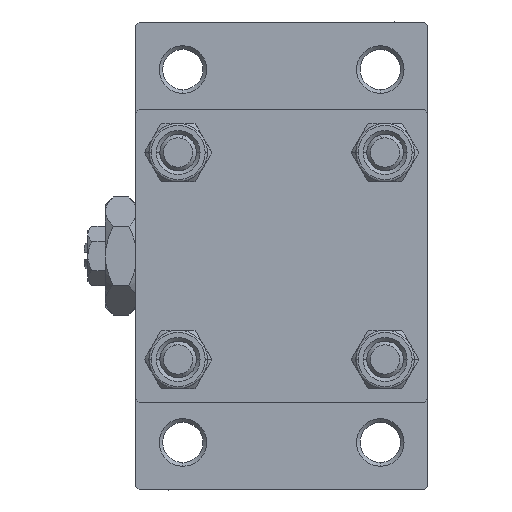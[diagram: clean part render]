
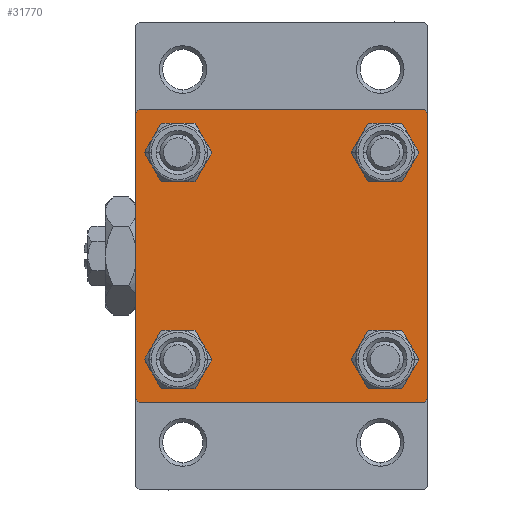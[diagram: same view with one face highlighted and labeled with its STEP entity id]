
A CAD part, left-side view. The second image highlights one B-rep face of the part: STEP entity #31770.
In plain terms, the highlighted planar face has unit normal (-1, 0, 0).
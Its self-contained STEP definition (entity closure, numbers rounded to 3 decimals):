
#142 = VERTEX_POINT ( 'NONE', #40387 ) ;
#205 = ORIENTED_EDGE ( 'NONE', *, *, #24956, .T. ) ;
#1563 = LINE ( 'NONE', #33034, #25919 ) ;
#1847 = DIRECTION ( 'NONE',  ( 0., 0.707, -0.707 ) ) ;
#2117 = EDGE_LOOP ( 'NONE', ( #26824, #21649 ) ) ;
#2214 = FACE_BOUND ( 'NONE', #18034, .T. ) ;
#2438 = DIRECTION ( 'NONE',  ( 0., 0., 1. ) ) ;
#3028 = EDGE_CURVE ( 'NONE', #17385, #47125, #47135, .T. ) ;
#3398 = DIRECTION ( 'NONE',  ( 1., 0., 0. ) ) ;
#3420 = ORIENTED_EDGE ( 'NONE', *, *, #3028, .F. ) ;
#3742 = EDGE_LOOP ( 'NONE', ( #44348, #13857 ) ) ;
#5268 = DIRECTION ( 'NONE',  ( 1., 0., 0. ) ) ;
#5949 = AXIS2_PLACEMENT_3D ( 'NONE', #31276, #19782, #8297 ) ;
#6400 = DIRECTION ( 'NONE',  ( 0., 0., 1. ) ) ;
#6435 = EDGE_CURVE ( 'NONE', #35870, #39203, #18866, .T. ) ;
#6442 = AXIS2_PLACEMENT_3D ( 'NONE', #36756, #47534, #29008 ) ;
#6457 = FACE_BOUND ( 'NONE', #3742, .T. ) ;
#6704 = CARTESIAN_POINT ( 'NONE',  ( 0., 0., 0. ) ) ;
#7553 = DIRECTION ( 'NONE',  ( 0., -1., 0. ) ) ;
#7704 = DIRECTION ( 'NONE',  ( 1., 0., 0. ) ) ;
#7926 = ORIENTED_EDGE ( 'NONE', *, *, #29099, .T. ) ;
#8297 = DIRECTION ( 'NONE',  ( 0., 0., 1. ) ) ;
#8419 = ORIENTED_EDGE ( 'NONE', *, *, #23991, .T. ) ;
#9449 = CARTESIAN_POINT ( 'NONE',  ( 0., 14.15, -11.15 ) ) ;
#9636 = LINE ( 'NONE', #28617, #43242 ) ;
#9971 = DIRECTION ( 'NONE',  ( -1., 0., 0. ) ) ;
#10180 = VERTEX_POINT ( 'NONE', #33691 ) ;
#10215 = FACE_OUTER_BOUND ( 'NONE', #21613, .T. ) ;
#10598 = VERTEX_POINT ( 'NONE', #36270 ) ;
#10615 = CARTESIAN_POINT ( 'NONE',  ( 0., -14.15, -17.15 ) ) ;
#10807 = CARTESIAN_POINT ( 'NONE',  ( 0., 20., -20. ) ) ;
#11975 = VECTOR ( 'NONE', #47123, 1000. ) ;
#12315 = CARTESIAN_POINT ( 'NONE',  ( 0., -14.15, 17.15 ) ) ;
#12646 = DIRECTION ( 'NONE',  ( 0., -1., 0. ) ) ;
#12686 = ORIENTED_EDGE ( 'NONE', *, *, #21696, .T. ) ;
#13646 = VERTEX_POINT ( 'NONE', #28758 ) ;
#13857 = ORIENTED_EDGE ( 'NONE', *, *, #36549, .T. ) ;
#14082 = CARTESIAN_POINT ( 'NONE',  ( 0., 14.15, 11.15 ) ) ;
#14325 = CIRCLE ( 'NONE', #18332, 3. ) ;
#15147 = VERTEX_POINT ( 'NONE', #38339 ) ;
#15506 = CARTESIAN_POINT ( 'NONE',  ( 0., -20., 20. ) ) ;
#16517 = CARTESIAN_POINT ( 'NONE',  ( 0., 14.15, -14.15 ) ) ;
#17385 = VERTEX_POINT ( 'NONE', #48194 ) ;
#17451 = FACE_BOUND ( 'NONE', #2117, .T. ) ;
#18034 = EDGE_LOOP ( 'NONE', ( #47380, #33329 ) ) ;
#18146 = CARTESIAN_POINT ( 'NONE',  ( 0., 14.15, 14.15 ) ) ;
#18332 = AXIS2_PLACEMENT_3D ( 'NONE', #18146, #27125, #45905 ) ;
#18409 = CIRCLE ( 'NONE', #6442, 3. ) ;
#18502 = VECTOR ( 'NONE', #42746, 1000. ) ;
#18866 = CIRCLE ( 'NONE', #36398, 3. ) ;
#18939 = DIRECTION ( 'NONE',  ( 0., 0., 1. ) ) ;
#19259 = LINE ( 'NONE', #15506, #22853 ) ;
#19291 = VERTEX_POINT ( 'NONE', #9449 ) ;
#19608 = AXIS2_PLACEMENT_3D ( 'NONE', #16517, #5268, #27273 ) ;
#19782 = DIRECTION ( 'NONE',  ( 1., 0., 0. ) ) ;
#20375 = LINE ( 'NONE', #43129, #11975 ) ;
#20493 = CARTESIAN_POINT ( 'NONE',  ( 0., -19.5, 20. ) ) ;
#21613 = EDGE_LOOP ( 'NONE', ( #25391, #12686, #34824, #7926, #25655, #41577, #3420, #205 ) ) ;
#21649 = ORIENTED_EDGE ( 'NONE', *, *, #24857, .T. ) ;
#21696 = EDGE_CURVE ( 'NONE', #13646, #36916, #20375, .T. ) ;
#21949 = DIRECTION ( 'NONE',  ( 0., 0., 1. ) ) ;
#22676 = VERTEX_POINT ( 'NONE', #10615 ) ;
#22853 = VECTOR ( 'NONE', #30768, 1000. ) ;
#22869 = CARTESIAN_POINT ( 'NONE',  ( 0., -14.15, -11.15 ) ) ;
#23051 = EDGE_CURVE ( 'NONE', #36916, #10180, #45550, .T. ) ;
#23991 = EDGE_CURVE ( 'NONE', #142, #19291, #18409, .T. ) ;
#24215 = CARTESIAN_POINT ( 'NONE',  ( 0., -14.15, -14.15 ) ) ;
#24409 = EDGE_CURVE ( 'NONE', #38775, #22676, #29565, .T. ) ;
#24460 = DIRECTION ( 'NONE',  ( 0., 0., 1. ) ) ;
#24730 = CARTESIAN_POINT ( 'NONE',  ( 0., -14.15, 11.15 ) ) ;
#24857 = EDGE_CURVE ( 'NONE', #32354, #36911, #14325, .T. ) ;
#24956 = EDGE_CURVE ( 'NONE', #17385, #10598, #36084, .T. ) ;
#25391 = ORIENTED_EDGE ( 'NONE', *, *, #40802, .T. ) ;
#25655 = ORIENTED_EDGE ( 'NONE', *, *, #44623, .F. ) ;
#25919 = VECTOR ( 'NONE', #29033, 1000. ) ;
#26824 = ORIENTED_EDGE ( 'NONE', *, *, #43902, .T. ) ;
#27125 = DIRECTION ( 'NONE',  ( 1., 0., 0. ) ) ;
#27228 = LINE ( 'NONE', #42977, #18502 ) ;
#27273 = DIRECTION ( 'NONE',  ( 0., 0., 1. ) ) ;
#27493 = AXIS2_PLACEMENT_3D ( 'NONE', #40677, #38110, #2438 ) ;
#27841 = EDGE_LOOP ( 'NONE', ( #34459, #8419 ) ) ;
#28112 = CARTESIAN_POINT ( 'NONE',  ( 0., 20., 20. ) ) ;
#28203 = DIRECTION ( 'NONE',  ( 1., 0., 0. ) ) ;
#28617 = CARTESIAN_POINT ( 'NONE',  ( 0., -19.75, -19.75 ) ) ;
#28758 = CARTESIAN_POINT ( 'NONE',  ( 0., 20., -19.5 ) ) ;
#29008 = DIRECTION ( 'NONE',  ( 0., 0., 1. ) ) ;
#29033 = DIRECTION ( 'NONE',  ( 0., 0., -1. ) ) ;
#29099 = EDGE_CURVE ( 'NONE', #10180, #15147, #9636, .T. ) ;
#29230 = CIRCLE ( 'NONE', #48415, 3. ) ;
#29565 = CIRCLE ( 'NONE', #35945, 3. ) ;
#30036 = EDGE_CURVE ( 'NONE', #45119, #47125, #27228, .T. ) ;
#30727 = CIRCLE ( 'NONE', #5949, 3. ) ;
#30768 = DIRECTION ( 'NONE',  ( 0., 0., -1. ) ) ;
#31276 = CARTESIAN_POINT ( 'NONE',  ( 0., -14.15, -14.15 ) ) ;
#31603 = CARTESIAN_POINT ( 'NONE',  ( 0., 14.15, 14.15 ) ) ;
#31613 = CARTESIAN_POINT ( 'NONE',  ( 0., 19.75, 19.75 ) ) ;
#31770 = ADVANCED_FACE ( 'NONE', ( #2214, #6457, #44207, #17451, #10215 ), #40461, .T. ) ;
#31954 = VECTOR ( 'NONE', #7553, 1000. ) ;
#32354 = VERTEX_POINT ( 'NONE', #14082 ) ;
#32657 = CARTESIAN_POINT ( 'NONE',  ( 0., 19.5, -20. ) ) ;
#33034 = CARTESIAN_POINT ( 'NONE',  ( 0., 20., 20. ) ) ;
#33329 = ORIENTED_EDGE ( 'NONE', *, *, #6435, .T. ) ;
#33691 = CARTESIAN_POINT ( 'NONE',  ( 0., -19.5, -20. ) ) ;
#33854 = VECTOR ( 'NONE', #12646, 1000. ) ;
#34459 = ORIENTED_EDGE ( 'NONE', *, *, #41836, .T. ) ;
#34824 = ORIENTED_EDGE ( 'NONE', *, *, #23051, .T. ) ;
#35870 = VERTEX_POINT ( 'NONE', #24730 ) ;
#35945 = AXIS2_PLACEMENT_3D ( 'NONE', #24215, #28203, #24460 ) ;
#36075 = AXIS2_PLACEMENT_3D ( 'NONE', #6704, #9971, #21949 ) ;
#36084 = LINE ( 'NONE', #31613, #43067 ) ;
#36264 = EDGE_CURVE ( 'NONE', #39203, #35870, #43484, .T. ) ;
#36270 = CARTESIAN_POINT ( 'NONE',  ( 0., 20., 19.5 ) ) ;
#36398 = AXIS2_PLACEMENT_3D ( 'NONE', #37643, #3398, #6400 ) ;
#36549 = EDGE_CURVE ( 'NONE', #22676, #38775, #30727, .T. ) ;
#36756 = CARTESIAN_POINT ( 'NONE',  ( 0., 14.15, -14.15 ) ) ;
#36911 = VERTEX_POINT ( 'NONE', #40653 ) ;
#36916 = VERTEX_POINT ( 'NONE', #32657 ) ;
#37162 = CIRCLE ( 'NONE', #19608, 3. ) ;
#37643 = CARTESIAN_POINT ( 'NONE',  ( 0., -14.15, 14.15 ) ) ;
#38110 = DIRECTION ( 'NONE',  ( 1., 0., 0. ) ) ;
#38339 = CARTESIAN_POINT ( 'NONE',  ( 0., -20., -19.5 ) ) ;
#38775 = VERTEX_POINT ( 'NONE', #22869 ) ;
#39203 = VERTEX_POINT ( 'NONE', #12315 ) ;
#40387 = CARTESIAN_POINT ( 'NONE',  ( 0., 14.15, -17.15 ) ) ;
#40461 = PLANE ( 'NONE',  #36075 ) ;
#40653 = CARTESIAN_POINT ( 'NONE',  ( 0., 14.15, 17.15 ) ) ;
#40677 = CARTESIAN_POINT ( 'NONE',  ( 0., -14.15, 14.15 ) ) ;
#40802 = EDGE_CURVE ( 'NONE', #10598, #13646, #1563, .T. ) ;
#41577 = ORIENTED_EDGE ( 'NONE', *, *, #30036, .T. ) ;
#41836 = EDGE_CURVE ( 'NONE', #19291, #142, #37162, .T. ) ;
#42746 = DIRECTION ( 'NONE',  ( 0., 0.707, 0.707 ) ) ;
#42977 = CARTESIAN_POINT ( 'NONE',  ( 0., -19.75, 19.75 ) ) ;
#43067 = VECTOR ( 'NONE', #1847, 1000. ) ;
#43129 = CARTESIAN_POINT ( 'NONE',  ( 0., 19.75, -19.75 ) ) ;
#43165 = CARTESIAN_POINT ( 'NONE',  ( 0., -20., 19.5 ) ) ;
#43242 = VECTOR ( 'NONE', #43880, 1000. ) ;
#43484 = CIRCLE ( 'NONE', #27493, 3. ) ;
#43880 = DIRECTION ( 'NONE',  ( 0., -0.707, 0.707 ) ) ;
#43902 = EDGE_CURVE ( 'NONE', #36911, #32354, #29230, .T. ) ;
#44207 = FACE_BOUND ( 'NONE', #27841, .T. ) ;
#44348 = ORIENTED_EDGE ( 'NONE', *, *, #24409, .T. ) ;
#44623 = EDGE_CURVE ( 'NONE', #45119, #15147, #19259, .T. ) ;
#45119 = VERTEX_POINT ( 'NONE', #43165 ) ;
#45550 = LINE ( 'NONE', #10807, #31954 ) ;
#45905 = DIRECTION ( 'NONE',  ( 0., 0., 1. ) ) ;
#47123 = DIRECTION ( 'NONE',  ( 0., -0.707, -0.707 ) ) ;
#47125 = VERTEX_POINT ( 'NONE', #20493 ) ;
#47135 = LINE ( 'NONE', #28112, #33854 ) ;
#47380 = ORIENTED_EDGE ( 'NONE', *, *, #36264, .T. ) ;
#47534 = DIRECTION ( 'NONE',  ( 1., 0., 0. ) ) ;
#48194 = CARTESIAN_POINT ( 'NONE',  ( 0., 19.5, 20. ) ) ;
#48415 = AXIS2_PLACEMENT_3D ( 'NONE', #31603, #7704, #18939 ) ;
